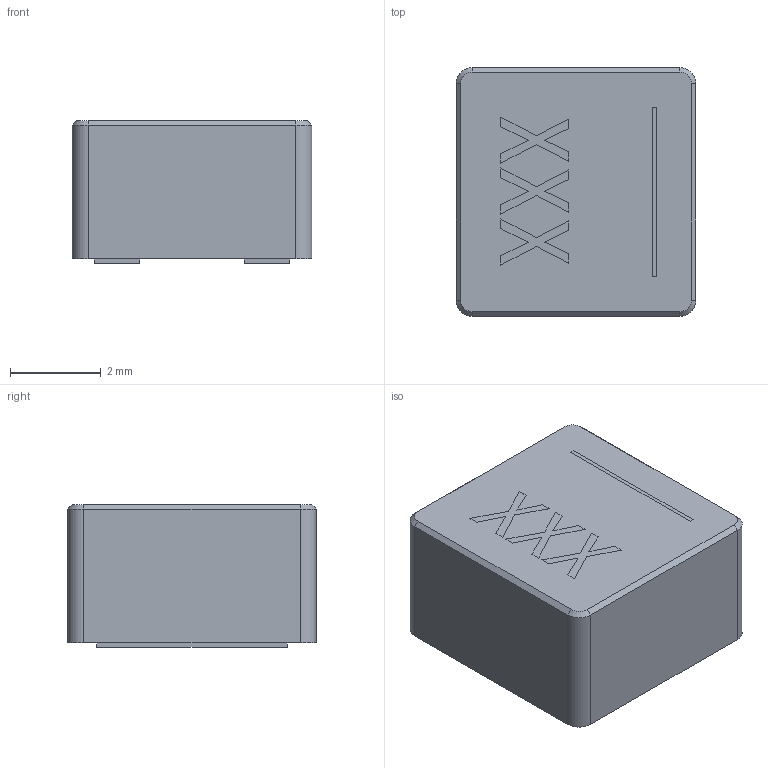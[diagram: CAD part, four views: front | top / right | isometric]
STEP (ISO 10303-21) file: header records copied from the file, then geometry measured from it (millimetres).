
FILE_DESCRIPTION (( 'STEP AP214' ), '1' );
FILE_NAME ('IND-SMD_L5.5-W5.3_XGL5030.STEP', '2024-08-28T08:37:19', ( '' ), ( '' ), 'SwSTEP 2.0', 'SolidWorks 2021', '' );
FILE_SCHEMA (( 'AUTOMOTIVE_DESIGN' ));
Length unit declared in the file: millimetre
Products named in the file (1): IND-SMD_L5.5-W5.3_XGL5030
Bounding box: 5.28 x 5.48 x 3.15 mm (x, y, z)
Volume: 88.7 mm3; surface area: 122.3 mm2
Topology: 1 solids, 1 shells, 296 faces, 799 edges, 530 vertices
Faces by surface type: plane 190, bspline 98, cylinder 4, cone 4
Entity records: 12993 total; most frequent: CARTESIAN_POINT 2932, ORIENTED_EDGE 1598, DIRECTION 1009, EDGE_CURVE 799, LINE 587, VECTOR 587, VERTEX_POINT 530, EDGE_LOOP 321
